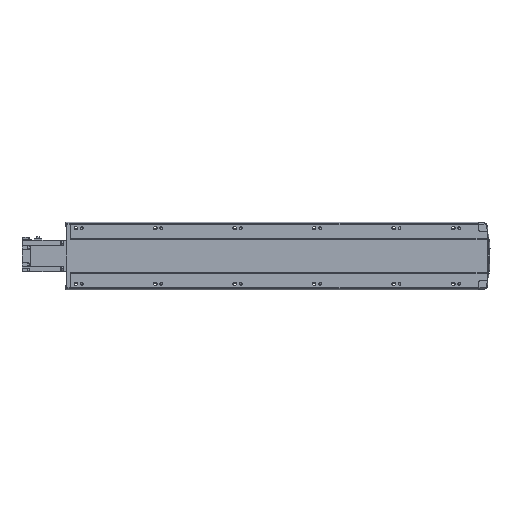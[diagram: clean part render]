
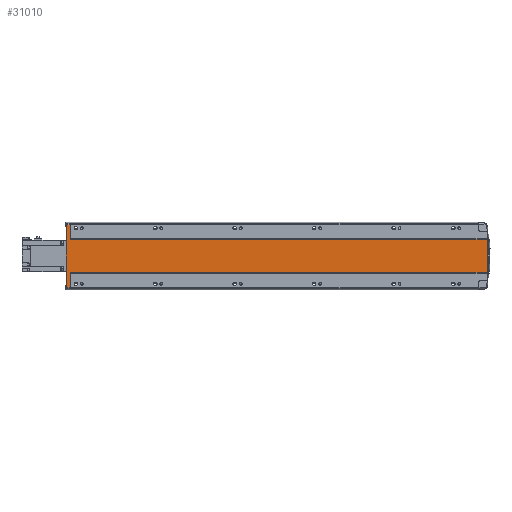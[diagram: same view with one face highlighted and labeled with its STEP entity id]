
A CAD part, front view. The second image highlights one B-rep face of the part: STEP entity #31010.
In plain terms, the highlighted planar face has unit normal (0, -1, 0).
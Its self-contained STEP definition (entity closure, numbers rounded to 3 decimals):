
#745 = ORIENTED_EDGE ( 'NONE', *, *, #17101, .F. ) ;
#1884 = LINE ( 'NONE', #4819, #2679 ) ;
#2021 = EDGE_CURVE ( 'NONE', #17948, #10180, #6825, .T. ) ;
#2614 = EDGE_LOOP ( 'NONE', ( #20288, #38125, #745, #14380, #34011, #15754, #34635, #14123 ) ) ;
#2679 = VECTOR ( 'NONE', #22509, 1000. ) ;
#2893 = CARTESIAN_POINT ( 'NONE',  ( 10., 1., 78.644 ) ) ;
#3422 = EDGE_CURVE ( 'NONE', #25623, #15169, #18805, .T. ) ;
#3567 = EDGE_CURVE ( 'NONE', #37529, #18575, #1884, .T. ) ;
#3605 = DIRECTION ( 'NONE',  ( 0., 0., -1. ) ) ;
#4355 = EDGE_CURVE ( 'NONE', #25623, #17948, #35052, .T. ) ;
#4819 = CARTESIAN_POINT ( 'NONE',  ( 10., 1., -78.644 ) ) ;
#5161 = EDGE_CURVE ( 'NONE', #17854, #24945, #11966, .T. ) ;
#5791 = DIRECTION ( 'NONE',  ( 0., 0., -1. ) ) ;
#6235 = CARTESIAN_POINT ( 'NONE',  ( 1058.5, 1., 41.793 ) ) ;
#6679 = EDGE_CURVE ( 'NONE', #24945, #18575, #30178, .T. ) ;
#6825 = LINE ( 'NONE', #30611, #30715 ) ;
#7871 = CARTESIAN_POINT ( 'NONE',  ( 10., 1., -41.793 ) ) ;
#9727 = AXIS2_PLACEMENT_3D ( 'NONE', #10517, #19559, #31543 ) ;
#10180 = VERTEX_POINT ( 'NONE', #7871 ) ;
#10423 = VECTOR ( 'NONE', #29646, 1000. ) ;
#10517 = CARTESIAN_POINT ( 'NONE',  ( 10., 1., 78.644 ) ) ;
#11966 = LINE ( 'NONE', #2893, #10423 ) ;
#12615 = VECTOR ( 'NONE', #5791, 1000. ) ;
#13249 = CARTESIAN_POINT ( 'NONE',  ( 10., 1., -78.644 ) ) ;
#14119 = CARTESIAN_POINT ( 'NONE',  ( 10., 1., 78.644 ) ) ;
#14123 = ORIENTED_EDGE ( 'NONE', *, *, #5161, .T. ) ;
#14380 = ORIENTED_EDGE ( 'NONE', *, *, #2021, .F. ) ;
#15169 = VERTEX_POINT ( 'NONE', #28805 ) ;
#15236 = CARTESIAN_POINT ( 'NONE',  ( 0., 1., -78.644 ) ) ;
#15754 = ORIENTED_EDGE ( 'NONE', *, *, #3422, .T. ) ;
#17101 = EDGE_CURVE ( 'NONE', #10180, #37529, #17461, .T. ) ;
#17379 = FACE_OUTER_BOUND ( 'NONE', #2614, .T. ) ;
#17461 = LINE ( 'NONE', #14119, #32322 ) ;
#17854 = VERTEX_POINT ( 'NONE', #22868 ) ;
#17948 = VERTEX_POINT ( 'NONE', #37164 ) ;
#18575 = VERTEX_POINT ( 'NONE', #15236 ) ;
#18805 = LINE ( 'NONE', #33948, #37824 ) ;
#19559 = DIRECTION ( 'NONE',  ( 0., 1., 0. ) ) ;
#20288 = ORIENTED_EDGE ( 'NONE', *, *, #6679, .T. ) ;
#20533 = CARTESIAN_POINT ( 'NONE',  ( 0., 1., 78.644 ) ) ;
#21502 = CARTESIAN_POINT ( 'NONE',  ( 10., 1., 78.644 ) ) ;
#21952 = DIRECTION ( 'NONE',  ( -1., 0., 0. ) ) ;
#22509 = DIRECTION ( 'NONE',  ( -1., 0., 0. ) ) ;
#22868 = CARTESIAN_POINT ( 'NONE',  ( 10., 1., 78.644 ) ) ;
#23126 = VECTOR ( 'NONE', #28559, 1000. ) ;
#24328 = EDGE_CURVE ( 'NONE', #17854, #15169, #24819, .T. ) ;
#24819 = LINE ( 'NONE', #21502, #28870 ) ;
#24945 = VERTEX_POINT ( 'NONE', #34602 ) ;
#25103 = DIRECTION ( 'NONE',  ( -1., 0., 0. ) ) ;
#25433 = PLANE ( 'NONE',  #9727 ) ;
#25623 = VERTEX_POINT ( 'NONE', #6235 ) ;
#28559 = DIRECTION ( 'NONE',  ( 0., 0., -1. ) ) ;
#28805 = CARTESIAN_POINT ( 'NONE',  ( 10., 1., 41.793 ) ) ;
#28870 = VECTOR ( 'NONE', #3605, 1000. ) ;
#28967 = CARTESIAN_POINT ( 'NONE',  ( 1058.5, 1., 41.793 ) ) ;
#29646 = DIRECTION ( 'NONE',  ( -1., 0., 0. ) ) ;
#30178 = LINE ( 'NONE', #20533, #12615 ) ;
#30611 = CARTESIAN_POINT ( 'NONE',  ( 1058.5, 1., -41.793 ) ) ;
#30715 = VECTOR ( 'NONE', #25103, 1000. ) ;
#31010 = ADVANCED_FACE ( 'NONE', ( #17379 ), #25433, .F. ) ;
#31543 = DIRECTION ( 'NONE',  ( 1., 0., 0. ) ) ;
#32322 = VECTOR ( 'NONE', #35172, 1000. ) ;
#33948 = CARTESIAN_POINT ( 'NONE',  ( 1058.5, 1., 41.793 ) ) ;
#34011 = ORIENTED_EDGE ( 'NONE', *, *, #4355, .F. ) ;
#34602 = CARTESIAN_POINT ( 'NONE',  ( 0., 1., 78.644 ) ) ;
#34635 = ORIENTED_EDGE ( 'NONE', *, *, #24328, .F. ) ;
#35052 = LINE ( 'NONE', #28967, #23126 ) ;
#35172 = DIRECTION ( 'NONE',  ( 0., 0., -1. ) ) ;
#37164 = CARTESIAN_POINT ( 'NONE',  ( 1058.5, 1., -41.793 ) ) ;
#37529 = VERTEX_POINT ( 'NONE', #13249 ) ;
#37824 = VECTOR ( 'NONE', #21952, 1000. ) ;
#38125 = ORIENTED_EDGE ( 'NONE', *, *, #3567, .F. ) ;
